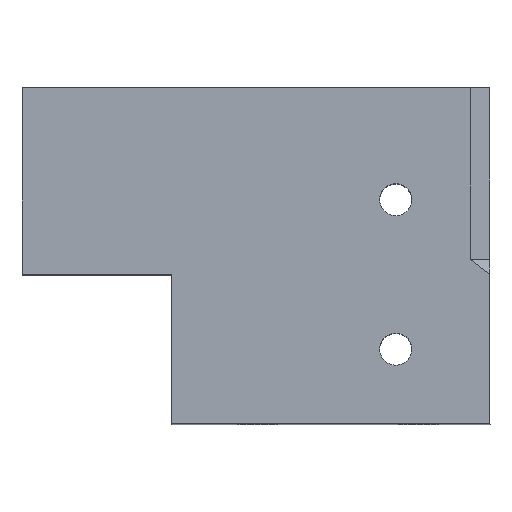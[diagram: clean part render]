
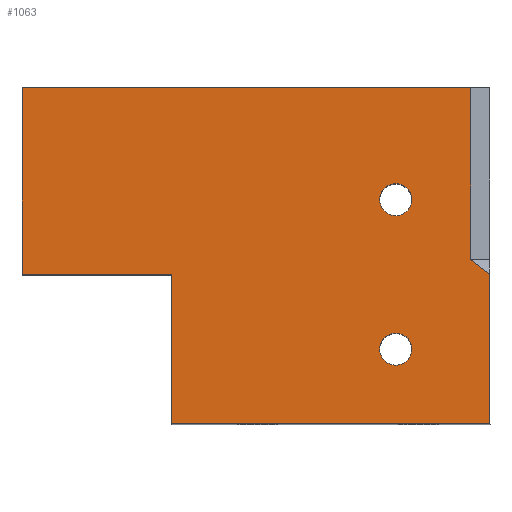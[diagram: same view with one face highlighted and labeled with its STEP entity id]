
A CAD part, top view. The second image highlights one B-rep face of the part: STEP entity #1063.
In plain terms, the highlighted planar face has unit normal (0, 0, 1).
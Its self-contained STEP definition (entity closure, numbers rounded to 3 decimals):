
#25=PLANE('',#1154);
#86=LINE('',#1615,#191);
#100=LINE('',#1648,#205);
#103=LINE('',#1655,#208);
#105=LINE('',#1658,#210);
#108=LINE('',#1664,#213);
#109=LINE('',#1666,#214);
#110=LINE('',#1667,#215);
#111=LINE('',#1669,#216);
#191=VECTOR('',#1291,1000.);
#205=VECTOR('',#1313,1000.);
#208=VECTOR('',#1318,1000.);
#210=VECTOR('',#1322,1000.);
#213=VECTOR('',#1327,1000.);
#214=VECTOR('',#1330,1000.);
#215=VECTOR('',#1331,1000.);
#216=VECTOR('',#1332,1000.);
#344=ORIENTED_EDGE('',*,*,#619,.T.);
#345=ORIENTED_EDGE('',*,*,#598,.F.);
#346=ORIENTED_EDGE('',*,*,#623,.F.);
#347=ORIENTED_EDGE('',*,*,#614,.F.);
#348=ORIENTED_EDGE('',*,*,#624,.F.);
#349=ORIENTED_EDGE('',*,*,#625,.F.);
#350=ORIENTED_EDGE('',*,*,#622,.T.);
#351=ORIENTED_EDGE('',*,*,#617,.T.);
#352=ORIENTED_EDGE('',*,*,#626,.F.);
#353=ORIENTED_EDGE('',*,*,#627,.F.);
#598=EDGE_CURVE('',#741,#736,#86,.T.);
#614=EDGE_CURVE('',#756,#754,#100,.T.);
#617=EDGE_CURVE('',#758,#759,#103,.T.);
#619=EDGE_CURVE('',#759,#736,#105,.T.);
#622=EDGE_CURVE('',#761,#758,#108,.T.);
#623=EDGE_CURVE('',#754,#741,#109,.T.);
#624=EDGE_CURVE('',#762,#756,#110,.T.);
#625=EDGE_CURVE('',#761,#762,#111,.T.);
#626=EDGE_CURVE('',#763,#763,#825,.T.);
#627=EDGE_CURVE('',#764,#764,#826,.T.);
#736=VERTEX_POINT('',#1605);
#741=VERTEX_POINT('',#1614);
#754=VERTEX_POINT('',#1643);
#756=VERTEX_POINT('',#1647);
#758=VERTEX_POINT('',#1652);
#759=VERTEX_POINT('',#1654);
#761=VERTEX_POINT('',#1662);
#762=VERTEX_POINT('',#1668);
#763=VERTEX_POINT('',#1671);
#764=VERTEX_POINT('',#1673);
#825=CIRCLE('',#1155,2.15);
#826=CIRCLE('',#1156,2.15);
#868=EDGE_LOOP('',(#344,#345,#346,#347,#348,#349,#350,#351));
#869=EDGE_LOOP('',(#352));
#870=EDGE_LOOP('',(#353));
#962=FACE_BOUND('',#868,.T.);
#963=FACE_BOUND('',#869,.T.);
#964=FACE_BOUND('',#870,.T.);
#1063=ADVANCED_FACE('',(#962,#963,#964),#25,.T.);
#1154=AXIS2_PLACEMENT_3D('',#1665,#1328,#1329);
#1155=AXIS2_PLACEMENT_3D('',#1670,#1333,#1334);
#1156=AXIS2_PLACEMENT_3D('',#1672,#1335,#1336);
#1291=DIRECTION('',(1.,0.,0.));
#1313=DIRECTION('',(-1.,0.,0.));
#1318=DIRECTION('',(-0.793,0.61,0.));
#1322=DIRECTION('',(0.,1.,0.));
#1327=DIRECTION('',(0.,1.,0.));
#1328=DIRECTION('',(0.,0.,1.));
#1329=DIRECTION('',(1.,0.,0.));
#1330=DIRECTION('',(0.,1.,0.));
#1331=DIRECTION('',(0.,1.,0.));
#1332=DIRECTION('',(-1.,0.,0.));
#1333=DIRECTION('',(0.,0.,1.));
#1334=DIRECTION('',(-1.,0.,0.));
#1335=DIRECTION('',(0.,0.,1.));
#1336=DIRECTION('',(-1.,0.,0.));
#1605=CARTESIAN_POINT('',(-190.2,-50.,31.));
#1614=CARTESIAN_POINT('',(-250.2,-50.,31.));
#1615=CARTESIAN_POINT('',(-220.2,-50.,31.));
#1643=CARTESIAN_POINT('',(-250.2,-75.,31.));
#1647=CARTESIAN_POINT('',(-230.2,-75.,31.));
#1648=CARTESIAN_POINT('',(-240.2,-75.,31.));
#1652=CARTESIAN_POINT('',(-187.6,-75.,31.));
#1654=CARTESIAN_POINT('',(-190.2,-73.,31.));
#1655=CARTESIAN_POINT('',(-188.9,-74.,31.));
#1658=CARTESIAN_POINT('',(-190.2,-61.5,31.));
#1662=CARTESIAN_POINT('',(-187.6,-95.,31.));
#1664=CARTESIAN_POINT('',(-187.6,-85.,31.));
#1665=CARTESIAN_POINT('',(-250.201,-95.001,31.));
#1666=CARTESIAN_POINT('',(-250.2,-62.5,31.));
#1667=CARTESIAN_POINT('',(-230.2,-85.,31.));
#1668=CARTESIAN_POINT('',(-230.2,-95.,31.));
#1669=CARTESIAN_POINT('',(-208.9,-95.,31.));
#1670=CARTESIAN_POINT('',(-200.2,-65.,31.));
#1671=CARTESIAN_POINT('',(-202.35,-65.,31.));
#1672=CARTESIAN_POINT('',(-200.2,-85.,31.));
#1673=CARTESIAN_POINT('',(-202.35,-85.,31.));
